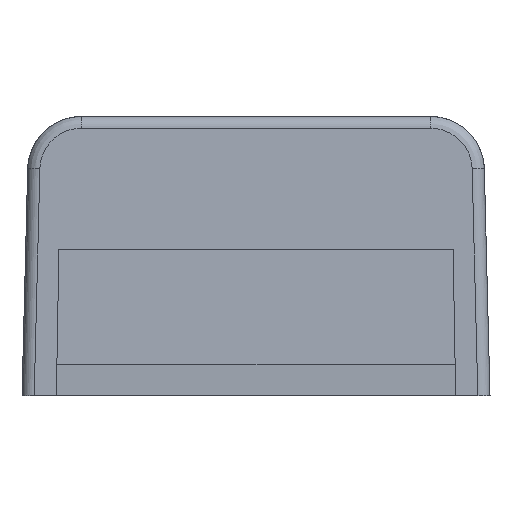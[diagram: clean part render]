
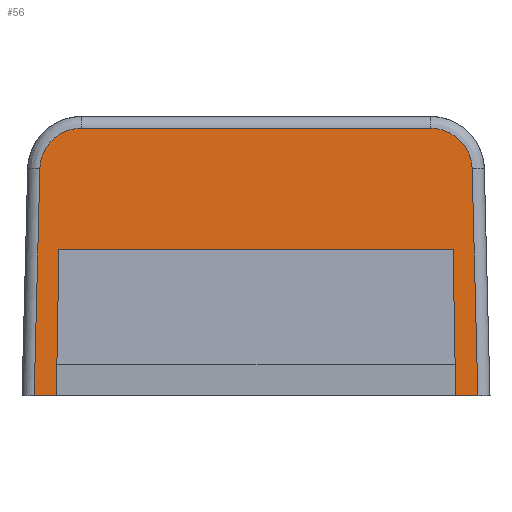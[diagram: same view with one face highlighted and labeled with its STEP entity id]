
A CAD part, left-side view. The second image highlights one B-rep face of the part: STEP entity #56.
In plain terms, the highlighted planar face has unit normal (-0.999, 0, 0.035).
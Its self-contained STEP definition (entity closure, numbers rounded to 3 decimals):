
#56 = ADVANCED_FACE( '', ( #1097 ), #1098, .F. );
#1097 = FACE_OUTER_BOUND( '', #3197, .T. );
#1098 = PLANE( '', #3198 );
#3197 = EDGE_LOOP( '', ( #6663, #6664, #6665, #6666, #6667, #6668, #6669, #6670, #6671, #6672 ) );
#3198 = AXIS2_PLACEMENT_3D( '', #6673, #6674, #6675 );
#6663 = ORIENTED_EDGE( '', *, *, #15445, .F. );
#6664 = ORIENTED_EDGE( '', *, *, #15317, .F. );
#6665 = ORIENTED_EDGE( '', *, *, #15446, .T. );
#6666 = ORIENTED_EDGE( '', *, *, #15447, .T. );
#6667 = ORIENTED_EDGE( '', *, *, #15448, .T. );
#6668 = ORIENTED_EDGE( '', *, *, #15449, .T. );
#6669 = ORIENTED_EDGE( '', *, *, #15450, .T. );
#6670 = ORIENTED_EDGE( '', *, *, #15321, .F. );
#6671 = ORIENTED_EDGE( '', *, *, #15451, .F. );
#6672 = ORIENTED_EDGE( '', *, *, #15452, .F. );
#6673 = CARTESIAN_POINT( '', ( -5.299, -10.9, 13. ) );
#6674 = DIRECTION( '', ( 0.999, 0., -0.035 ) );
#6675 = DIRECTION( '', ( -0.035, 0., -0.999 ) );
#15317 = EDGE_CURVE( '', #18256, #18258, #18259, .T. );
#15321 = EDGE_CURVE( '', #18264, #18266, #18267, .T. );
#15445 = EDGE_CURVE( '', #18258, #18508, #18509, .T. );
#15446 = EDGE_CURVE( '', #18256, #18510, #18511, .F. );
#15447 = EDGE_CURVE( '', #18510, #18512, #18513, .F. );
#15448 = EDGE_CURVE( '', #18512, #18514, #18515, .T. );
#15449 = EDGE_CURVE( '', #18514, #18516, #18517, .F. );
#15450 = EDGE_CURVE( '', #18516, #18266, #18518, .F. );
#15451 = EDGE_CURVE( '', #18519, #18264, #18520, .T. );
#15452 = EDGE_CURVE( '', #18508, #18519, #18521, .T. );
#18256 = VERTEX_POINT( '', #23099 );
#18258 = VERTEX_POINT( '', #23101 );
#18259 = LINE( '', #23102, #23103 );
#18264 = VERTEX_POINT( '', #23110 );
#18266 = VERTEX_POINT( '', #23113 );
#18267 = LINE( '', #23114, #23115 );
#18508 = VERTEX_POINT( '', #23494 );
#18509 = LINE( '', #23495, #23496 );
#18510 = VERTEX_POINT( '', #23497 );
#18511 = LINE( '', #23498, #23499 );
#18512 = VERTEX_POINT( '', #23500 );
#18513 = ELLIPSE( '', #23501, 1.933, 1.932 );
#18514 = VERTEX_POINT( '', #23502 );
#18515 = LINE( '', #23503, #23504 );
#18516 = VERTEX_POINT( '', #23505 );
#18517 = ELLIPSE( '', #23506, 1.933, 1.932 );
#18518 = LINE( '', #23507, #23508 );
#18519 = VERTEX_POINT( '', #23509 );
#18520 = LINE( '', #23510, #23511 );
#18521 = LINE( '', #23512, #23513 );
#23099 = CARTESIAN_POINT( '', ( -5.75, -10.332, 0. ) );
#23101 = CARTESIAN_POINT( '', ( -5.75, -9.3, 0. ) );
#23102 = CARTESIAN_POINT( '', ( -5.75, -10.9, 0. ) );
#23103 = VECTOR( '', #31831, 1000. );
#23110 = CARTESIAN_POINT( '', ( -5.75, 9.3, 0. ) );
#23113 = CARTESIAN_POINT( '', ( -5.75, 10.332, 0. ) );
#23114 = CARTESIAN_POINT( '', ( -5.75, -10.9, 0. ) );
#23115 = VECTOR( '', #31835, 1000. );
#23494 = CARTESIAN_POINT( '', ( -5.514, -9.181, 6.8 ) );
#23495 = CARTESIAN_POINT( '', ( -5.3, -9.074, 12.968 ) );
#23496 = VECTOR( '', #32070, 1000. );
#23497 = CARTESIAN_POINT( '', ( -5.383, -10.068, 10.568 ) );
#23498 = CARTESIAN_POINT( '', ( -5.299, -10.008, 12.978 ) );
#23499 = VECTOR( '', #32071, 1000. );
#23500 = CARTESIAN_POINT( '', ( -5.318, -8.137, 12.452 ) );
#23501 = AXIS2_PLACEMENT_3D( '', #32072, #32073, #32074 );
#23502 = CARTESIAN_POINT( '', ( -5.318, 8.137, 12.452 ) );
#23503 = CARTESIAN_POINT( '', ( -5.318, 8.137, 12.452 ) );
#23504 = VECTOR( '', #32075, 1000. );
#23505 = CARTESIAN_POINT( '', ( -5.383, 10.068, 10.568 ) );
#23506 = AXIS2_PLACEMENT_3D( '', #32076, #32077, #32078 );
#23507 = CARTESIAN_POINT( '', ( -5.28, 9.994, 13.522 ) );
#23508 = VECTOR( '', #32079, 1000. );
#23509 = CARTESIAN_POINT( '', ( -5.514, 9.181, 6.8 ) );
#23510 = CARTESIAN_POINT( '', ( -5.287, 9.067, 13.348 ) );
#23511 = VECTOR( '', #32080, 1000. );
#23512 = CARTESIAN_POINT( '', ( -5.514, -10.9, 6.8 ) );
#23513 = VECTOR( '', #32081, 1000. );
#31831 = DIRECTION( '', ( 0., 1., 0. ) );
#31835 = DIRECTION( '', ( 0., 1., 0. ) );
#32070 = DIRECTION( '', ( 0.035, 0.017, 0.999 ) );
#32071 = DIRECTION( '', ( -0.035, -0.025, -0.999 ) );
#32072 = CARTESIAN_POINT( '', ( -5.385, -8.137, 10.52 ) );
#32073 = DIRECTION( '', ( 0.999, 0., -0.035 ) );
#32074 = DIRECTION( '', ( 0.035, 0., 0.999 ) );
#32075 = DIRECTION( '', ( 0., 1., 0. ) );
#32076 = CARTESIAN_POINT( '', ( -5.385, 8.137, 10.52 ) );
#32077 = DIRECTION( '', ( 0.999, 0., -0.035 ) );
#32078 = DIRECTION( '', ( 0.035, 0., 0.999 ) );
#32079 = DIRECTION( '', ( 0.035, -0.025, 0.999 ) );
#32080 = DIRECTION( '', ( -0.035, 0.017, -0.999 ) );
#32081 = DIRECTION( '', ( 0., 1., 0. ) );
